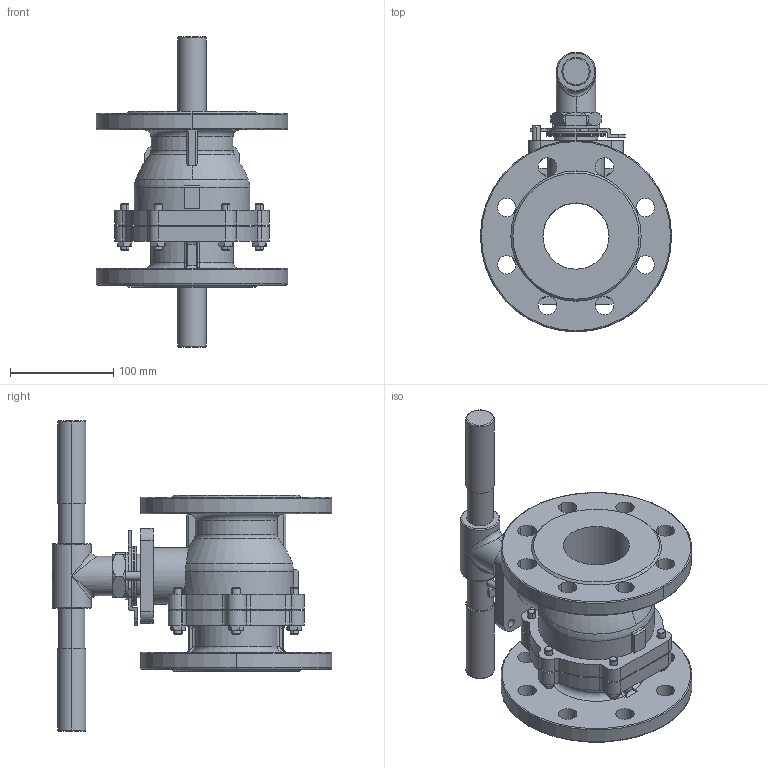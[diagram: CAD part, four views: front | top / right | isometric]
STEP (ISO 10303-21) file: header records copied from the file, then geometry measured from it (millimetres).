
FILE_DESCRIPTION (( 'STEP AP203' ), '1' );
FILE_NAME ('MD-27-PN40_DN65.STEP', '2019-10-28T02:22:59', ( '' ), ( '' ), 'SwSTEP 2.0', 'SolidWorks 2012', '' );
FILE_SCHEMA (( 'CONFIG_CONTROL_DESIGN' ));
Length unit declared in the file: millimetre
Products named in the file (7): MD-27-PN40_DN65; JIS B 1181 Hexagon nut - Class 3 Finished M8 --N_JIS B 1181 Hexagon nut - Class 3 Finished M8 --N; MD-27-PN40_DN65-BLOT; MD-27-PN40_DN65-T-PIPE; MD-27-PN40-DN65-LOCK PLANT; MD-27-PN40_DN65-END CAP; MD-27-PN40_DN65-BODY
Assembly tree (20 placements, depth 2):
  MD-27-PN40_DN65
    MD-27-PN40_DN65-BODY
    MD-27-PN40_DN65-END CAP
    MD-27-PN40-DN65-LOCK PLANT
    MD-27-PN40_DN65-T-PIPE
    MD-27-PN40_DN65-BLOT  x8
    JIS B 1181 Hexagon nut - Class 3 Finished M8 --N_JIS B 1181 Hexagon nut - Class 3 Finished M8 --N  x8
Bounding box: 185 x 270.65 x 300 mm (x, y, z)
Volume: 1886399.7 mm3; surface area: 337763.6 mm2
Topology: 26 solids, 26 shells, 702 faces, 1653 edges, 1009 vertices
Faces by surface type: cylinder 260, plane 208, cone 176, torus 36, bspline 22
Entity records: 16331 total; most frequent: CARTESIAN_POINT 4226, DIRECTION 2383, ORIENTED_EDGE 2246, EDGE_CURVE 1123, AXIS2_PLACEMENT_3D 957, VERTEX_POINT 715, EDGE_LOOP 556, CIRCLE 506
